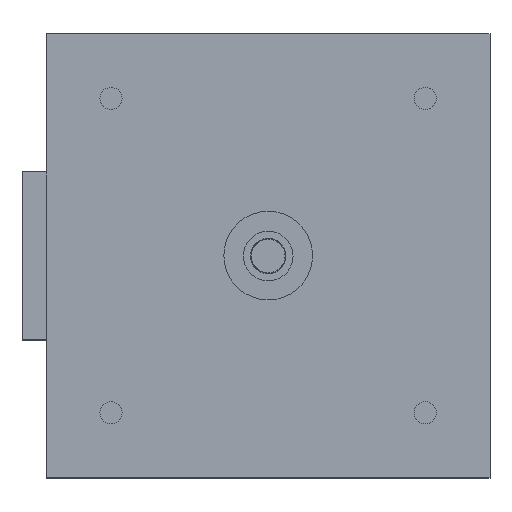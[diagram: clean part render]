
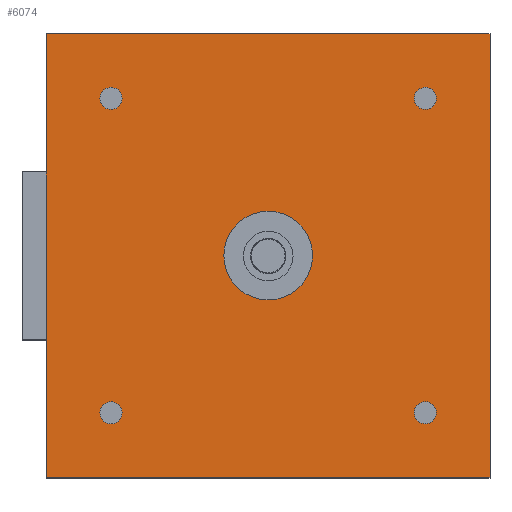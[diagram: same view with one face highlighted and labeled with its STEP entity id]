
A CAD part, top view. The second image highlights one B-rep face of the part: STEP entity #6074.
In plain terms, the highlighted planar face has unit normal (0, 0, 1).
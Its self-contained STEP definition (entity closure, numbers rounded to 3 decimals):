
#95=CIRCLE('',#6471,10.);
#97=CIRCLE('',#6479,2.5);
#99=CIRCLE('',#6482,2.5);
#101=CIRCLE('',#6485,2.5);
#103=CIRCLE('',#6488,2.5);
#450=FACE_BOUND('',#1012,.T.);
#451=FACE_BOUND('',#1013,.T.);
#452=FACE_BOUND('',#1014,.T.);
#453=FACE_BOUND('',#1015,.T.);
#454=FACE_BOUND('',#1016,.T.);
#632=FACE_OUTER_BOUND('',#1011,.T.);
#1011=EDGE_LOOP('',(#4237,#4238,#4239,#4240));
#1012=EDGE_LOOP('',(#4241));
#1013=EDGE_LOOP('',(#4242));
#1014=EDGE_LOOP('',(#4243));
#1015=EDGE_LOOP('',(#4244));
#1016=EDGE_LOOP('',(#4245));
#1540=LINE('',#8911,#2138);
#1552=LINE('',#8933,#2150);
#1554=LINE('',#8937,#2152);
#1555=LINE('',#8939,#2153);
#2138=VECTOR('',#7091,10.);
#2150=VECTOR('',#7107,10.);
#2152=VECTOR('',#7111,10.);
#2153=VECTOR('',#7114,10.);
#2734=VERTEX_POINT('',#8908);
#2735=VERTEX_POINT('',#8910);
#2743=VERTEX_POINT('',#8931);
#2744=VERTEX_POINT('',#8935);
#2750=VERTEX_POINT('',#8952);
#2754=VERTEX_POINT('',#8971);
#2756=VERTEX_POINT('',#8977);
#2758=VERTEX_POINT('',#8983);
#2760=VERTEX_POINT('',#8989);
#3297=EDGE_CURVE('',#2735,#2734,#1540,.T.);
#3309=EDGE_CURVE('',#2734,#2743,#1552,.T.);
#3311=EDGE_CURVE('',#2743,#2744,#1554,.T.);
#3312=EDGE_CURVE('',#2744,#2735,#1555,.T.);
#3319=EDGE_CURVE('',#2750,#2750,#95,.T.);
#3328=EDGE_CURVE('',#2754,#2754,#97,.T.);
#3331=EDGE_CURVE('',#2756,#2756,#99,.T.);
#3334=EDGE_CURVE('',#2758,#2758,#101,.T.);
#3337=EDGE_CURVE('',#2760,#2760,#103,.T.);
#4237=ORIENTED_EDGE('',*,*,#3297,.T.);
#4238=ORIENTED_EDGE('',*,*,#3309,.T.);
#4239=ORIENTED_EDGE('',*,*,#3311,.T.);
#4240=ORIENTED_EDGE('',*,*,#3312,.T.);
#4241=ORIENTED_EDGE('',*,*,#3319,.T.);
#4242=ORIENTED_EDGE('',*,*,#3328,.T.);
#4243=ORIENTED_EDGE('',*,*,#3331,.T.);
#4244=ORIENTED_EDGE('',*,*,#3334,.T.);
#4245=ORIENTED_EDGE('',*,*,#3337,.T.);
#5814=PLANE('',#6494);
#6074=ADVANCED_FACE('',(#632,#450,#451,#452,#453,#454),#5814,.T.);
#6471=AXIS2_PLACEMENT_3D('',#8953,#7123,#7124);
#6479=AXIS2_PLACEMENT_3D('',#8972,#7146,#7147);
#6482=AXIS2_PLACEMENT_3D('',#8978,#7153,#7154);
#6485=AXIS2_PLACEMENT_3D('',#8984,#7160,#7161);
#6488=AXIS2_PLACEMENT_3D('',#8990,#7167,#7168);
#6494=AXIS2_PLACEMENT_3D('',#9002,#7184,#7185);
#7091=DIRECTION('',(1.,0.,0.));
#7107=DIRECTION('',(0.,1.,0.));
#7111=DIRECTION('',(-1.,0.,0.));
#7114=DIRECTION('',(0.,-1.,0.));
#7123=DIRECTION('center_axis',(0.,0.,-1.));
#7124=DIRECTION('ref_axis',(-1.,0.,0.));
#7146=DIRECTION('center_axis',(0.,0.,-1.));
#7147=DIRECTION('ref_axis',(-1.,0.,0.));
#7153=DIRECTION('center_axis',(0.,0.,-1.));
#7154=DIRECTION('ref_axis',(-1.,0.,0.));
#7160=DIRECTION('center_axis',(0.,0.,-1.));
#7161=DIRECTION('ref_axis',(-1.,0.,0.));
#7167=DIRECTION('center_axis',(0.,0.,-1.));
#7168=DIRECTION('ref_axis',(-1.,0.,0.));
#7184=DIRECTION('center_axis',(0.,0.,1.));
#7185=DIRECTION('ref_axis',(-1.,0.,0.));
#8908=CARTESIAN_POINT('',(50.,-50.,100.8));
#8910=CARTESIAN_POINT('',(-50.,-50.,100.8));
#8911=CARTESIAN_POINT('',(-50.,-50.,100.8));
#8931=CARTESIAN_POINT('',(50.,50.,100.8));
#8933=CARTESIAN_POINT('',(50.,-50.,100.8));
#8935=CARTESIAN_POINT('',(-50.,50.,100.8));
#8937=CARTESIAN_POINT('',(50.,50.,100.8));
#8939=CARTESIAN_POINT('',(-50.,50.,100.8));
#8952=CARTESIAN_POINT('',(10.,0.,100.8));
#8953=CARTESIAN_POINT('Origin',(0.,0.,100.8));
#8971=CARTESIAN_POINT('',(37.929,35.429,100.8));
#8972=CARTESIAN_POINT('Origin',(35.429,35.429,100.8));
#8977=CARTESIAN_POINT('',(37.929,-35.429,100.8));
#8978=CARTESIAN_POINT('Origin',(35.429,-35.429,100.8));
#8983=CARTESIAN_POINT('',(-32.929,35.429,100.8));
#8984=CARTESIAN_POINT('Origin',(-35.429,35.429,100.8));
#8989=CARTESIAN_POINT('',(-32.929,-35.429,100.8));
#8990=CARTESIAN_POINT('Origin',(-35.429,-35.429,100.8));
#9002=CARTESIAN_POINT('Origin',(0.,0.,100.8));
